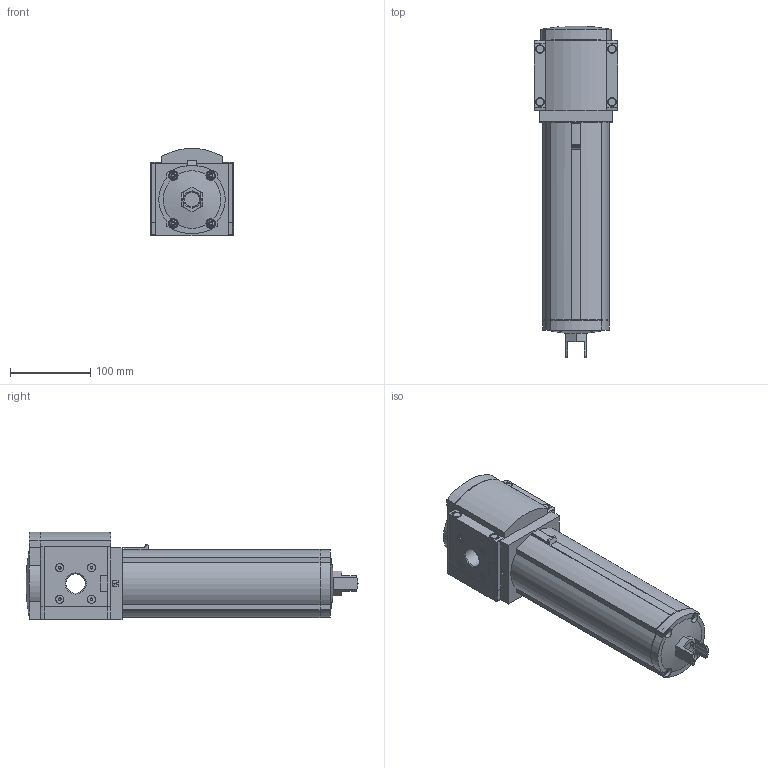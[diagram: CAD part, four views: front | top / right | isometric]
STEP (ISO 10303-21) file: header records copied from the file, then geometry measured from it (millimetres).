
FILE_DESCRIPTION(/* description */ ('STEP AP214'),/* implementation_level */ '2;1');
FILE_NAME(/* name */ '552996_MS9-LFX-3_4-U',/* time_stamp */ '2024-09-11T17:17:10+02:00',/* author */ ('License CC BY-ND 4.0'),/* organization */ ('CADENAS'),/* preprocessor_version */ 'ST-DEVELOPER v19.3',/* originating_system */ 'PARTsolutions',/* authorisation */ ' ');
FILE_SCHEMA (('AUTOMOTIVE_DESIGN {1 0 10303 214 3 1 1}'));
Length unit declared in the file: millimetre
Products named in the file (7): 552996 MS9-LFX-3/4-U; 552942 MS-LFX0; 1108415 MS9-GP3/4-R; 709528; 721842; 1108415 MS9-GP3/4-L; 707201 MS9
Assembly tree (10 placements, depth 2):
  552996 MS9-LFX-3/4-U
    552942 MS-LFX0
    1108415 MS9-GP3/4-R
    709528  x2
    721842  x4
    1108415 MS9-GP3/4-L
    707201 MS9
Bounding box: 104.1 x 415 x 108.79 mm (x, y, z)
Volume: 2522255.5 mm3; surface area: 232364.1 mm2
Topology: 10 solids, 10 shells, 743 faces, 1889 edges, 1233 vertices
Faces by surface type: plane 410, cylinder 238, cone 63, torus 30, sphere 2
Full cylindrical faces by diameter (mm): 4.134 x8, 5 x8, 6.5 x8, 9.5 x4, 10 x8, 11 x8, 11.5 x4, 12 x4, 24.117 x2, 36 x1, 71.8 x1
Entity records: 22853 total; most frequent: CARTESIAN_POINT 3919, DIRECTION 3391, ORIENTED_EDGE 3246, EDGE_CURVE 1623, AXIS2_PLACEMENT_3D 1202, VERTEX_POINT 1121, LINE 987, VECTOR 987
